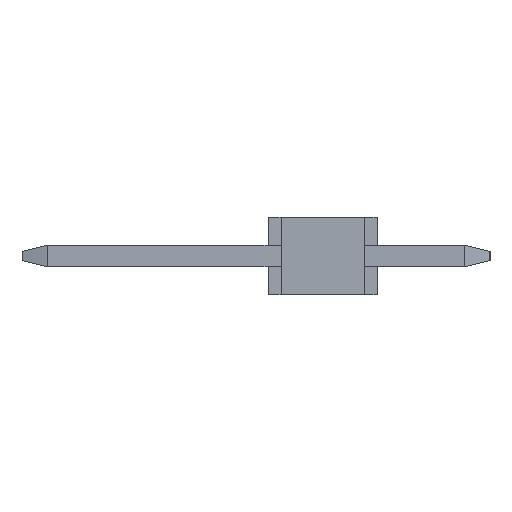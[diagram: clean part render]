
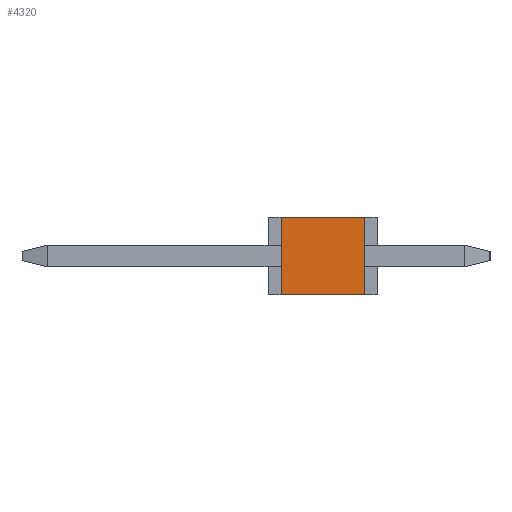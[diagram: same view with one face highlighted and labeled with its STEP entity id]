
A CAD part, left-side view. The second image highlights one B-rep face of the part: STEP entity #4320.
In plain terms, the highlighted planar face has unit normal (-1, 0, 0).
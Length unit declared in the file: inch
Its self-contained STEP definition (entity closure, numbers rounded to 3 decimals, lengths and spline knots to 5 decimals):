
#1=DIRECTION('',(0.,0.,-1.));
#2=VECTOR('',#1,0.093);
#3=CARTESIAN_POINT('',(-0.645,0.05,0.0465));
#4=LINE('',#3,#2);
#5=DIRECTION('',(0.,-1.,0.));
#6=VECTOR('',#5,0.1);
#7=CARTESIAN_POINT('',(-0.645,0.05,0.0465));
#8=LINE('',#7,#6);
#9=DIRECTION('',(0.,0.,-1.));
#10=VECTOR('',#9,0.093);
#11=CARTESIAN_POINT('',(-0.645,-0.05,0.0465));
#12=LINE('',#11,#10);
#13=DIRECTION('',(0.,1.,0.));
#14=VECTOR('',#13,0.1);
#15=CARTESIAN_POINT('',(-0.645,-0.05,-0.0465));
#16=LINE('',#15,#14);
#3289=CARTESIAN_POINT('',(-0.645,0.05,0.0465));
#3290=CARTESIAN_POINT('',(-0.645,0.05,-0.0465));
#3291=VERTEX_POINT('',#3289);
#3292=VERTEX_POINT('',#3290);
#3293=CARTESIAN_POINT('',(-0.645,-0.05,0.0465));
#3294=CARTESIAN_POINT('',(-0.645,-0.05,-0.0465));
#3295=VERTEX_POINT('',#3293);
#3296=VERTEX_POINT('',#3294);
#4305=CARTESIAN_POINT('',(-0.645,0.,0.));
#4306=DIRECTION('',(1.,0.,0.));
#4307=DIRECTION('',(0.,0.,-1.));
#4308=AXIS2_PLACEMENT_3D('',#4305,#4306,#4307);
#4309=PLANE('',#4308);
#4311=ORIENTED_EDGE('',*,*,#4310,.F.);
#4313=ORIENTED_EDGE('',*,*,#4312,.T.);
#4315=ORIENTED_EDGE('',*,*,#4314,.T.);
#4317=ORIENTED_EDGE('',*,*,#4316,.T.);
#4318=EDGE_LOOP('',(#4311,#4313,#4315,#4317));
#4319=FACE_OUTER_BOUND('',#4318,.F.);
#4320=ADVANCED_FACE('',(#4319),#4309,.F.);
#4310=EDGE_CURVE('',#3291,#3292,#4,.T.);
#4312=EDGE_CURVE('',#3291,#3295,#8,.T.);
#4314=EDGE_CURVE('',#3295,#3296,#12,.T.);
#4316=EDGE_CURVE('',#3296,#3292,#16,.T.);
